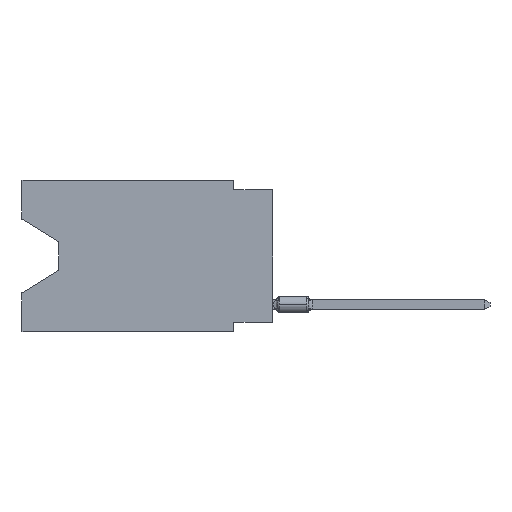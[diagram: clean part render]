
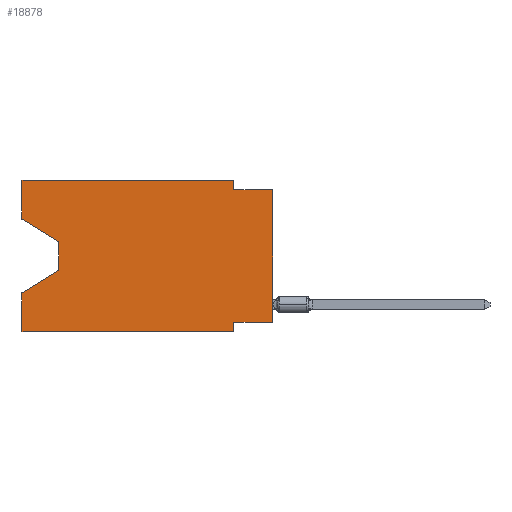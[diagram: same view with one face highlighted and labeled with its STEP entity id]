
A CAD part, left-side view. The second image highlights one B-rep face of the part: STEP entity #18878.
In plain terms, the highlighted planar face has unit normal (-1, 0, 0).
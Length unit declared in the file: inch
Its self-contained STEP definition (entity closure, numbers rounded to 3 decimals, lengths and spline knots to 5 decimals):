
#58 = LINE ( 'NONE', #6982, #9778 ) ;
#80 = ORIENTED_EDGE ( 'NONE', *, *, #12125, .F. ) ;
#708 = DIRECTION ( 'NONE',  ( 0., 0., -1. ) ) ;
#1246 = VECTOR ( 'NONE', #14843, 39.37008 ) ;
#1288 = CARTESIAN_POINT ( 'NONE',  ( 0., 0.645, -0.39 ) ) ;
#1790 = LINE ( 'NONE', #5098, #3189 ) ;
#1894 = LINE ( 'NONE', #5420, #17649 ) ;
#2068 = EDGE_CURVE ( 'NONE', #8972, #12372, #17642, .T. ) ;
#2110 = CARTESIAN_POINT ( 'NONE',  ( 0., 0.645, -0.10025 ) ) ;
#2382 = LINE ( 'NONE', #15366, #8878 ) ;
#2988 = ORIENTED_EDGE ( 'NONE', *, *, #5094, .T. ) ;
#3136 = ORIENTED_EDGE ( 'NONE', *, *, #6636, .F. ) ;
#3189 = VECTOR ( 'NONE', #6796, 39.37008 ) ;
#3458 = VECTOR ( 'NONE', #708, 39.37008 ) ;
#3684 = VECTOR ( 'NONE', #6106, 39.37008 ) ;
#3960 = VERTEX_POINT ( 'NONE', #12383 ) ;
#4009 = DIRECTION ( 'NONE',  ( 1., 0., 0. ) ) ;
#4276 = VECTOR ( 'NONE', #6895, 39.37008 ) ;
#4398 = EDGE_CURVE ( 'NONE', #12266, #3960, #9879, .T. ) ;
#4755 = LINE ( 'NONE', #17180, #5197 ) ;
#5032 = ORIENTED_EDGE ( 'NONE', *, *, #9138, .F. ) ;
#5094 = EDGE_CURVE ( 'NONE', #11947, #8972, #17464, .T. ) ;
#5098 = CARTESIAN_POINT ( 'NONE',  ( 0., 0.645, 0. ) ) ;
#5161 = ORIENTED_EDGE ( 'NONE', *, *, #11201, .F. ) ;
#5197 = VECTOR ( 'NONE', #20809, 39.37008 ) ;
#5420 = CARTESIAN_POINT ( 'NONE',  ( 0., 0., 0. ) ) ;
#5740 = ORIENTED_EDGE ( 'NONE', *, *, #17702, .T. ) ;
#6106 = DIRECTION ( 'NONE',  ( 0., 0., -1. ) ) ;
#6359 = CARTESIAN_POINT ( 'NONE',  ( 0., 0.645, -0.39 ) ) ;
#6573 = DIRECTION ( 'NONE',  ( 0., -0.855, -0.519 ) ) ;
#6594 = VERTEX_POINT ( 'NONE', #13540 ) ;
#6636 = EDGE_CURVE ( 'NONE', #8678, #13084, #11001, .T. ) ;
#6653 = VERTEX_POINT ( 'NONE', #7472 ) ;
#6796 = DIRECTION ( 'NONE',  ( 0., 0., 1. ) ) ;
#6895 = DIRECTION ( 'NONE',  ( 0., 0., 1. ) ) ;
#6982 = CARTESIAN_POINT ( 'NONE',  ( 0., 0.645, -0.10025 ) ) ;
#7208 = DIRECTION ( 'NONE',  ( 0., 0., -1. ) ) ;
#7448 = CARTESIAN_POINT ( 'NONE',  ( 0., 0.55, -0.158 ) ) ;
#7472 = CARTESIAN_POINT ( 'NONE',  ( 0., 0.1, -0.365 ) ) ;
#7543 = ORIENTED_EDGE ( 'NONE', *, *, #12560, .F. ) ;
#7544 = LINE ( 'NONE', #6359, #17607 ) ;
#8424 = ORIENTED_EDGE ( 'NONE', *, *, #13781, .T. ) ;
#8576 = LINE ( 'NONE', #12954, #1246 ) ;
#8678 = VERTEX_POINT ( 'NONE', #16539 ) ;
#8798 = FACE_OUTER_BOUND ( 'NONE', #14997, .T. ) ;
#8878 = VECTOR ( 'NONE', #12179, 39.37008 ) ;
#8972 = VERTEX_POINT ( 'NONE', #16113 ) ;
#9138 = EDGE_CURVE ( 'NONE', #6653, #21053, #2382, .T. ) ;
#9393 = CARTESIAN_POINT ( 'NONE',  ( 0., 0.55, -0.232 ) ) ;
#9778 = VECTOR ( 'NONE', #6573, 39.37008 ) ;
#9879 = LINE ( 'NONE', #18030, #4276 ) ;
#9933 = EDGE_CURVE ( 'NONE', #6594, #8678, #10315, .T. ) ;
#10315 = LINE ( 'NONE', #16860, #3458 ) ;
#10887 = CARTESIAN_POINT ( 'NONE',  ( 0., 0., -0.025 ) ) ;
#11001 = LINE ( 'NONE', #10887, #20999 ) ;
#11201 = EDGE_CURVE ( 'NONE', #3960, #6594, #4755, .T. ) ;
#11947 = VERTEX_POINT ( 'NONE', #7448 ) ;
#11966 = ORIENTED_EDGE ( 'NONE', *, *, #2068, .T. ) ;
#12125 = EDGE_CURVE ( 'NONE', #16006, #12372, #1790, .T. ) ;
#12179 = DIRECTION ( 'NONE',  ( 0., 0., -1. ) ) ;
#12266 = VERTEX_POINT ( 'NONE', #2110 ) ;
#12372 = VERTEX_POINT ( 'NONE', #13913 ) ;
#12383 = CARTESIAN_POINT ( 'NONE',  ( 0., 0.645, 0. ) ) ;
#12560 = EDGE_CURVE ( 'NONE', #18754, #6653, #8576, .T. ) ;
#12771 = ORIENTED_EDGE ( 'NONE', *, *, #9933, .F. ) ;
#12894 = CARTESIAN_POINT ( 'NONE',  ( 0., 0.1, -0.39 ) ) ;
#12954 = CARTESIAN_POINT ( 'NONE',  ( 0., 0., -0.365 ) ) ;
#13084 = VERTEX_POINT ( 'NONE', #18622 ) ;
#13389 = ORIENTED_EDGE ( 'NONE', *, *, #16822, .T. ) ;
#13540 = CARTESIAN_POINT ( 'NONE',  ( 0., 0.1, 0. ) ) ;
#13589 = PLANE ( 'NONE',  #20055 ) ;
#13781 = EDGE_CURVE ( 'NONE', #12266, #11947, #58, .T. ) ;
#13913 = CARTESIAN_POINT ( 'NONE',  ( 0., 0.645, -0.28975 ) ) ;
#14033 = DIRECTION ( 'NONE',  ( 0., -1., 0. ) ) ;
#14072 = DIRECTION ( 'NONE',  ( 0., -1., 0. ) ) ;
#14463 = DIRECTION ( 'NONE',  ( 0., 0.855, -0.519 ) ) ;
#14843 = DIRECTION ( 'NONE',  ( 0., 1., 0. ) ) ;
#14997 = EDGE_LOOP ( 'NONE', ( #8424, #2988, #11966, #80, #13389, #5032, #7543, #5740, #3136, #12771, #5161, #20211 ) ) ;
#15366 = CARTESIAN_POINT ( 'NONE',  ( 0., 0.1, -0.39 ) ) ;
#16006 = VERTEX_POINT ( 'NONE', #1288 ) ;
#16113 = CARTESIAN_POINT ( 'NONE',  ( 0., 0.55, -0.232 ) ) ;
#16539 = CARTESIAN_POINT ( 'NONE',  ( 0., 0.1, -0.025 ) ) ;
#16822 = EDGE_CURVE ( 'NONE', #16006, #21053, #7544, .T. ) ;
#16860 = CARTESIAN_POINT ( 'NONE',  ( 0., 0.1, 0. ) ) ;
#17180 = CARTESIAN_POINT ( 'NONE',  ( 0., 0.645, 0. ) ) ;
#17459 = CARTESIAN_POINT ( 'NONE',  ( 0., 0., -0.365 ) ) ;
#17464 = LINE ( 'NONE', #20660, #3684 ) ;
#17607 = VECTOR ( 'NONE', #14033, 39.37008 ) ;
#17642 = LINE ( 'NONE', #9393, #20036 ) ;
#17649 = VECTOR ( 'NONE', #19763, 39.37008 ) ;
#17702 = EDGE_CURVE ( 'NONE', #18754, #13084, #1894, .T. ) ;
#18030 = CARTESIAN_POINT ( 'NONE',  ( 0., 0.645, 0. ) ) ;
#18622 = CARTESIAN_POINT ( 'NONE',  ( 0., 0., -0.025 ) ) ;
#18754 = VERTEX_POINT ( 'NONE', #17459 ) ;
#18878 = ADVANCED_FACE ( 'NONE', ( #8798 ), #13589, .F. ) ;
#19763 = DIRECTION ( 'NONE',  ( 0., 0., 1. ) ) ;
#20036 = VECTOR ( 'NONE', #14463, 39.37008 ) ;
#20055 = AXIS2_PLACEMENT_3D ( 'NONE', #20056, #4009, #7208 ) ;
#20056 = CARTESIAN_POINT ( 'NONE',  ( 0., 0.645, 0. ) ) ;
#20211 = ORIENTED_EDGE ( 'NONE', *, *, #4398, .F. ) ;
#20660 = CARTESIAN_POINT ( 'NONE',  ( 0., 0.55, -0.158 ) ) ;
#20809 = DIRECTION ( 'NONE',  ( 0., -1., 0. ) ) ;
#20999 = VECTOR ( 'NONE', #14072, 39.37008 ) ;
#21053 = VERTEX_POINT ( 'NONE', #12894 ) ;
